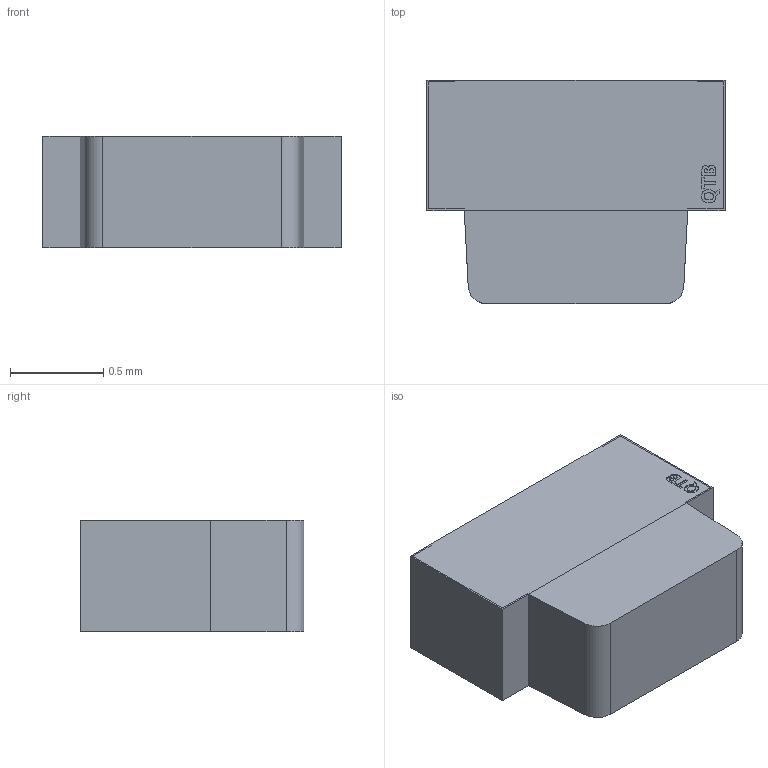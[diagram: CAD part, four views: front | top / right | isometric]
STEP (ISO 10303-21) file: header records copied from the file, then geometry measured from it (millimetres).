
FILE_DESCRIPTION(/* description */ (''),/* implementation_level */ '2;1');
FILE_NAME(/* name */ '5fab0c1e258d1f0f4c7a9729',/* time_stamp */ '2020-11-10T21:54:38+00:00',/* author */ (''),/* organization */ (''),/* preprocessor_version */ 'ST-DEVELOPER v16.7',/* originating_system */ $,/* authorisation */ $);
FILE_SCHEMA (('AUTOMOTIVE_DESIGN {1 0 10303 214 3 1 1}'));
Length unit declared in the file: metre
Products named in the file (6): QBLP617; Polarity Mark; Lens; Pad 1; Substrate; Pad 2
Assembly tree (5 placements, depth 2):
  QBLP617
    Polarity Mark
    Lens
    Pad 1
    Substrate
    Pad 2
Bounding box: 1.6 x 1.2 x 0.6 mm (x, y, z)
Volume: 1 mm3; surface area: 11.4 mm2
Topology: 5 solids, 5 shells, 134 faces, 351 edges, 234 vertices
Faces by surface type: plane 103, bspline 29, cylinder 2
Entity records: 4311 total; most frequent: CARTESIAN_POINT 1044, ORIENTED_EDGE 702, DIRECTION 519, EDGE_CURVE 351, LINE 289, VECTOR 289, VERTEX_POINT 234, EDGE_LOOP 141
